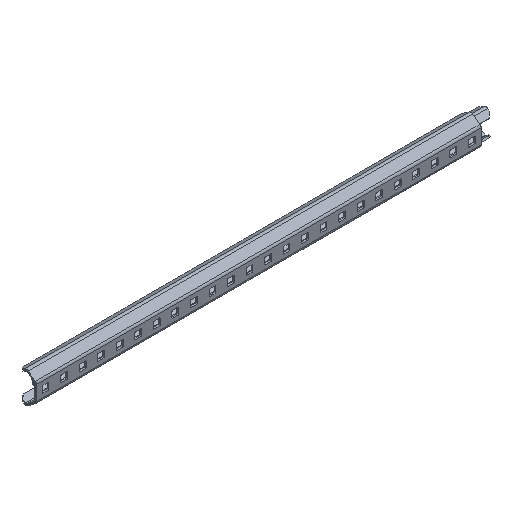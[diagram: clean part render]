
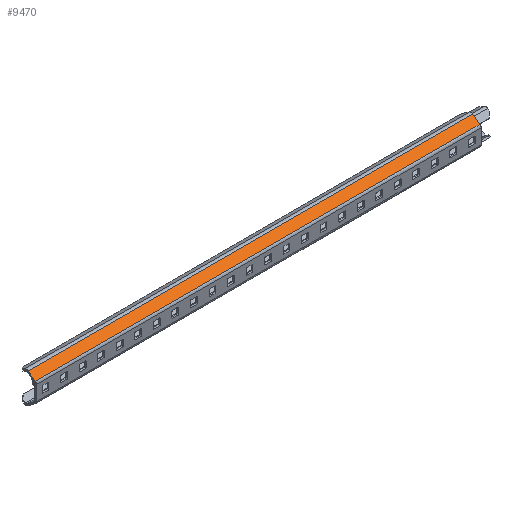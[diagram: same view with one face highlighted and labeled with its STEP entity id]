
A CAD part, isometric view. The second image highlights one B-rep face of the part: STEP entity #9470.
In plain terms, the highlighted planar face has unit normal (0, -0.602, 0.799).
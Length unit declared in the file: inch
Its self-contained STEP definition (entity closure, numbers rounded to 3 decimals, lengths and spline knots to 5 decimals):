
#1026=FACE_OUTER_BOUND('',#1566,.T.);
#1566=EDGE_LOOP('',(#7437,#7438,#7439,#7440));
#2314=LINE('',#14942,#3298);
#2319=LINE('',#14952,#3303);
#2320=LINE('',#14955,#3304);
#2321=LINE('',#14956,#3305);
#3298=VECTOR('',#12045,12.);
#3303=VECTOR('',#12054,0.24066);
#3304=VECTOR('',#12057,12.);
#3305=VECTOR('',#12058,0.24066);
#4266=VERTEX_POINT('',#14929);
#4267=VERTEX_POINT('',#14934);
#4271=VERTEX_POINT('',#14950);
#4272=VERTEX_POINT('',#14954);
#5398=EDGE_CURVE('',#4266,#4267,#2314,.T.);
#5403=EDGE_CURVE('',#4271,#4267,#2319,.T.);
#5404=EDGE_CURVE('',#4272,#4271,#2320,.T.);
#5405=EDGE_CURVE('',#4266,#4272,#2321,.T.);
#7437=ORIENTED_EDGE('',*,*,#5404,.T.);
#7438=ORIENTED_EDGE('',*,*,#5403,.T.);
#7439=ORIENTED_EDGE('',*,*,#5398,.F.);
#7440=ORIENTED_EDGE('',*,*,#5405,.T.);
#9084=PLANE('',#10232);
#9470=ADVANCED_FACE('',(#1026),#9084,.F.);
#10232=AXIS2_PLACEMENT_3D('',#14953,#12055,#12056);
#12045=DIRECTION('',(-1.,0.,0.));
#12054=DIRECTION('',(0.,-0.799,-0.602));
#12055=DIRECTION('center_axis',(0.,0.602,-0.799));
#12056=DIRECTION('ref_axis',(-1.,0.,0.));
#12057=DIRECTION('',(-1.,0.,0.));
#12058=DIRECTION('',(0.,0.799,0.602));
#14929=CARTESIAN_POINT('',(9.00702,0.03106,1.08469));
#14934=CARTESIAN_POINT('',(-2.99298,0.03106,1.08469));
#14942=CARTESIAN_POINT('',(9.00702,0.03106,1.08469));
#14950=CARTESIAN_POINT('',(-2.99298,0.22326,1.22952));
#14952=CARTESIAN_POINT('',(-2.99298,0.22326,1.22952));
#14953=CARTESIAN_POINT('Origin',(-2.99298,0.23954,1.24179));
#14954=CARTESIAN_POINT('',(9.00702,0.22326,1.22952));
#14955=CARTESIAN_POINT('',(9.00702,0.22326,1.22952));
#14956=CARTESIAN_POINT('',(9.00702,0.03106,1.08469));
